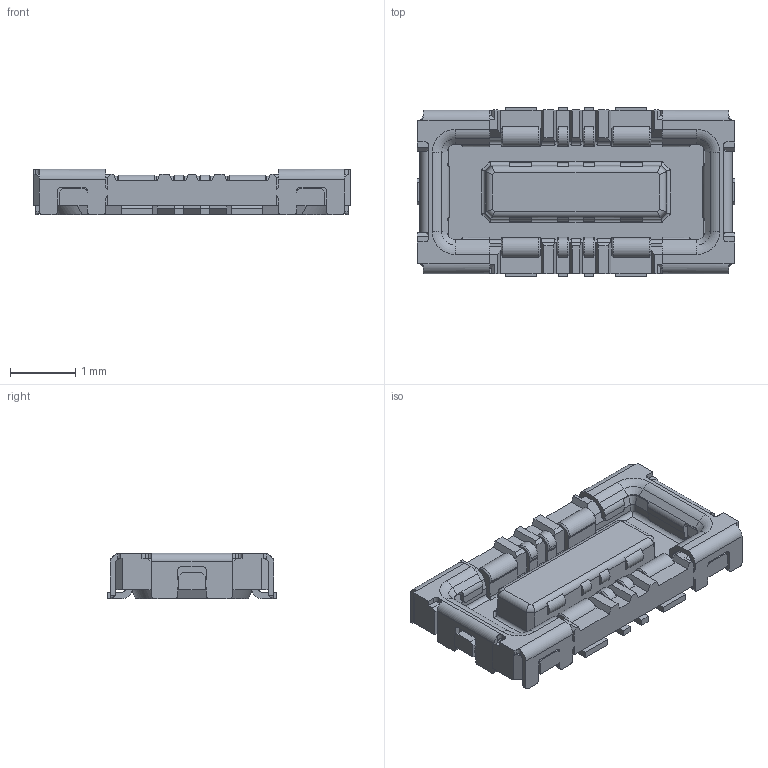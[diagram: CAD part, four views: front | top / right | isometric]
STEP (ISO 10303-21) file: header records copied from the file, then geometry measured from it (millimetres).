
FILE_DESCRIPTION((''),'2;1');
FILE_NAME('C-2386586-1','2021-06-16T00:00:14',('workeradm'),('TE Connectivity Ltd.'),'CREO PARAMETRIC BY PTC INC, 2019292','CREO PARAMETRIC BY PTC INC, 2019292','');
FILE_SCHEMA(('AUTOMOTIVE_DESIGN { 1 0 10303 214 1 1 1 1 }'));
Length unit declared in the file: millimetre
Products named in the file (1): C-2386586-1
Bounding box: 4.88 x 2.6 x 0.7 mm (x, y, z)
Volume: 4.9 mm3; surface area: 54.7 mm2
Topology: 1 solids, 1 shells, 737 faces, 2052 edges, 1312 vertices
Faces by surface type: plane 485, cylinder 208, cone 36, torus 8
Entity records: 24046 total; most frequent: CARTESIAN_POINT 4815, ORIENTED_EDGE 4104, DIRECTION 3766, EDGE_CURVE 2052, VECTOR 1524, LINE 1524, VERTEX_POINT 1312, AXIS2_PLACEMENT_3D 1121
